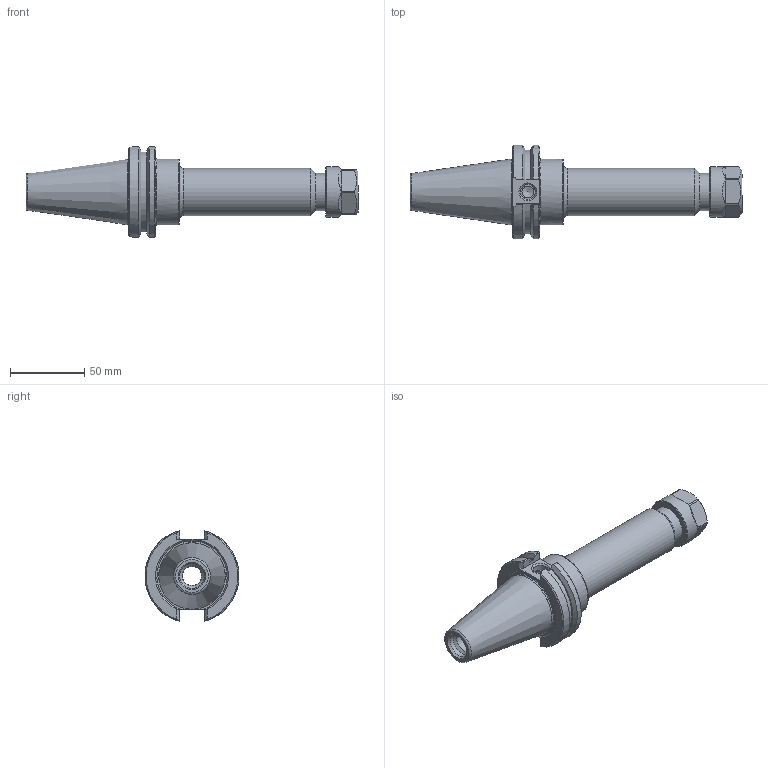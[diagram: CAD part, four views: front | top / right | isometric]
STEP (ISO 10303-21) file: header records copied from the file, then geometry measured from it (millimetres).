
FILE_DESCRIPTION((''),'2;1');
FILE_NAME('C40F-20ERP612.stp','2015-04-09T10:30:51',('blaste'),(''),'Autodesk Inventor 2012','Autodesk Inventor 2012','');
FILE_SCHEMA(('AUTOMOTIVE_DESIGN { 1 0 10303 214 1 1 1 1 }'));
Length unit declared in the file: inch
Products named in the file (3): C40F-20ERP612; C40F-20ER6-1; 20ERHPN
Assembly tree (2 placements, depth 2):
  C40F-20ERP612
    C40F-20ER6-1
    20ERHPN
Bounding box: 223.71 x 63.28 x 61.11 mm (x, y, z)
Volume: 198776.5 mm3; surface area: 42515.6 mm2
Topology: 2 solids, 2 shells, 112 faces, 281 edges, 179 vertices
Faces by surface type: plane 50, cone 28, cylinder 21, torus 8, bspline 5
Full cylindrical faces by diameter (mm): 8 x1, 10.135 x1, 12.751 x1, 13.386 x1, 14.478 x1, 14.91 x1, 16.459 x1, 20.066 x1, 23.52 x1, 25 x1, 25.527 x1, 31.75 x1, 34.036 x1, 43.942 x1, 44.45 x1
Entity records: 4062 total; most frequent: CARTESIAN_POINT 1502, DIRECTION 479, ORIENTED_EDGE 462, EDGE_CURVE 231, AXIS2_PLACEMENT_3D 197, VERTEX_POINT 171, EDGE_LOOP 164, FACE_OUTER_BOUND 112
